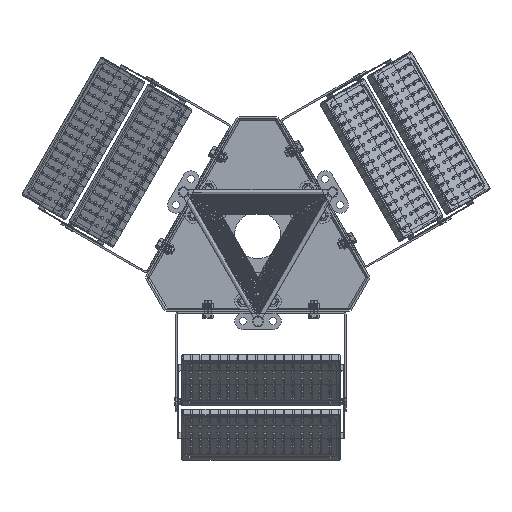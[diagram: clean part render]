
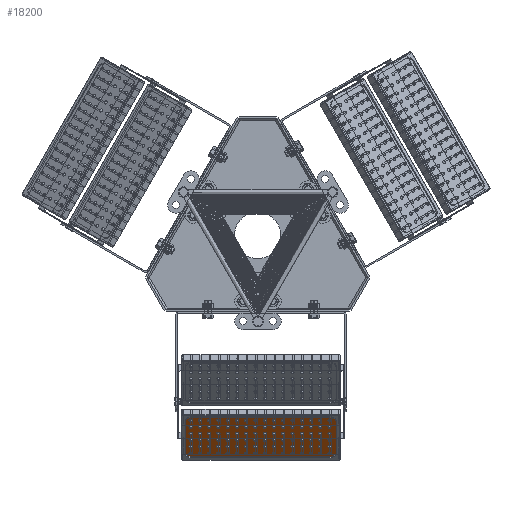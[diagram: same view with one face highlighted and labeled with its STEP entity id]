
A CAD part, front view. The second image highlights one B-rep face of the part: STEP entity #18200.
In plain terms, the highlighted face is planar.
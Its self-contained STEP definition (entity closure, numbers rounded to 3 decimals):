
#693 = VERTEX_POINT ( 'NONE', #94265 ) ;
#986 = CARTESIAN_POINT ( 'NONE',  ( -208., 328., 5. ) ) ;
#1437 = EDGE_CURVE ( 'NONE', #41062, #693, #14613, .T. ) ;
#4866 = VECTOR ( 'NONE', #85569, 1000. ) ;
#6140 = EDGE_CURVE ( 'NONE', #43175, #33984, #30400, .T. ) ;
#9632 = CARTESIAN_POINT ( 'NONE',  ( 208., 172., 5. ) ) ;
#9816 = ORIENTED_EDGE ( 'NONE', *, *, #1437, .T. ) ;
#10461 = LINE ( 'NONE', #986, #68685 ) ;
#13243 = CARTESIAN_POINT ( 'NONE',  ( 208., 328., 5. ) ) ;
#14531 = EDGE_CURVE ( 'NONE', #36671, #43175, #48195, .T. ) ;
#14613 = LINE ( 'NONE', #39110, #103830 ) ;
#14701 = AXIS2_PLACEMENT_3D ( 'NONE', #35996, #62101, #105310 ) ;
#17327 = CARTESIAN_POINT ( 'NONE',  ( -208., 328., 5. ) ) ;
#18200 = ADVANCED_FACE ( 'NONE', ( #94580 ), #103448, .T. ) ;
#19448 = DIRECTION ( 'NONE',  ( 0., 0., -1. ) ) ;
#25258 = VERTEX_POINT ( 'NONE', #96780 ) ;
#25442 = VERTEX_POINT ( 'NONE', #17327 ) ;
#26605 = DIRECTION ( 'NONE',  ( 1., 0., 0. ) ) ;
#27103 = DIRECTION ( 'NONE',  ( -1., 0., 0. ) ) ;
#28649 = EDGE_CURVE ( 'NONE', #95124, #25258, #36709, .T. ) ;
#30400 = LINE ( 'NONE', #40955, #52321 ) ;
#32462 = EDGE_CURVE ( 'NONE', #33984, #95124, #105969, .T. ) ;
#33708 = EDGE_CURVE ( 'NONE', #25258, #41062, #70417, .T. ) ;
#33984 = VERTEX_POINT ( 'NONE', #86258 ) ;
#35996 = CARTESIAN_POINT ( 'NONE',  ( 208., 308., 5. ) ) ;
#36305 = ORIENTED_EDGE ( 'NONE', *, *, #14531, .T. ) ;
#36671 = VERTEX_POINT ( 'NONE', #13243 ) ;
#36709 = LINE ( 'NONE', #101653, #4866 ) ;
#37250 = CARTESIAN_POINT ( 'NONE',  ( 208., 172., 5. ) ) ;
#37638 = DIRECTION ( 'NONE',  ( 0., 0., -1. ) ) ;
#39110 = CARTESIAN_POINT ( 'NONE',  ( -228., 172., 5. ) ) ;
#40955 = CARTESIAN_POINT ( 'NONE',  ( 228., 308., 5. ) ) ;
#41062 = VERTEX_POINT ( 'NONE', #99593 ) ;
#43175 = VERTEX_POINT ( 'NONE', #69381 ) ;
#44615 = DIRECTION ( 'NONE',  ( -1., 0., 0. ) ) ;
#48195 = CIRCLE ( 'NONE', #14701, 20. ) ;
#52321 = VECTOR ( 'NONE', #57053, 1000. ) ;
#57053 = DIRECTION ( 'NONE',  ( 0., -1., 0. ) ) ;
#57643 = ORIENTED_EDGE ( 'NONE', *, *, #28649, .T. ) ;
#58152 = AXIS2_PLACEMENT_3D ( 'NONE', #37250, #19448, #81011 ) ;
#62101 = DIRECTION ( 'NONE',  ( 0., 0., -1. ) ) ;
#64611 = DIRECTION ( 'NONE',  ( 0., 1., 0. ) ) ;
#64806 = DIRECTION ( 'NONE',  ( 1., 0., 0. ) ) ;
#67694 = AXIS2_PLACEMENT_3D ( 'NONE', #95367, #37638, #27103 ) ;
#68685 = VECTOR ( 'NONE', #26605, 1000. ) ;
#69381 = CARTESIAN_POINT ( 'NONE',  ( 228., 308., 5. ) ) ;
#69640 = DIRECTION ( 'NONE',  ( 0., 0., -1. ) ) ;
#70417 = CIRCLE ( 'NONE', #102291, 20. ) ;
#73024 = EDGE_CURVE ( 'NONE', #693, #25442, #88842, .T. ) ;
#74783 = CARTESIAN_POINT ( 'NONE',  ( -208., 172., 5. ) ) ;
#75839 = ORIENTED_EDGE ( 'NONE', *, *, #6140, .T. ) ;
#81011 = DIRECTION ( 'NONE',  ( -1., 0., 0. ) ) ;
#84860 = AXIS2_PLACEMENT_3D ( 'NONE', #9632, #69640, #44615 ) ;
#85454 = EDGE_CURVE ( 'NONE', #25442, #36671, #10461, .T. ) ;
#85569 = DIRECTION ( 'NONE',  ( -1., 0., 0. ) ) ;
#86258 = CARTESIAN_POINT ( 'NONE',  ( 228., 172., 5. ) ) ;
#88842 = CIRCLE ( 'NONE', #67694, 20. ) ;
#90489 = ORIENTED_EDGE ( 'NONE', *, *, #32462, .T. ) ;
#91220 = EDGE_LOOP ( 'NONE', ( #90489, #57643, #104009, #9816, #105829, #102649, #36305, #75839 ) ) ;
#94265 = CARTESIAN_POINT ( 'NONE',  ( -228., 308., 5. ) ) ;
#94580 = FACE_OUTER_BOUND ( 'NONE', #91220, .T. ) ;
#95124 = VERTEX_POINT ( 'NONE', #100923 ) ;
#95367 = CARTESIAN_POINT ( 'NONE',  ( -208., 308., 5. ) ) ;
#96780 = CARTESIAN_POINT ( 'NONE',  ( -208., 152., 5. ) ) ;
#99593 = CARTESIAN_POINT ( 'NONE',  ( -228., 172., 5. ) ) ;
#100858 = DIRECTION ( 'NONE',  ( 0., 0., -1. ) ) ;
#100923 = CARTESIAN_POINT ( 'NONE',  ( 208., 152., 5. ) ) ;
#101653 = CARTESIAN_POINT ( 'NONE',  ( 208., 152., 5. ) ) ;
#102291 = AXIS2_PLACEMENT_3D ( 'NONE', #74783, #100858, #64806 ) ;
#102649 = ORIENTED_EDGE ( 'NONE', *, *, #85454, .T. ) ;
#103448 = PLANE ( 'NONE',  #84860 ) ;
#103830 = VECTOR ( 'NONE', #64611, 1000. ) ;
#104009 = ORIENTED_EDGE ( 'NONE', *, *, #33708, .T. ) ;
#105310 = DIRECTION ( 'NONE',  ( -1., 0., 0. ) ) ;
#105829 = ORIENTED_EDGE ( 'NONE', *, *, #73024, .T. ) ;
#105969 = CIRCLE ( 'NONE', #58152, 20. ) ;
